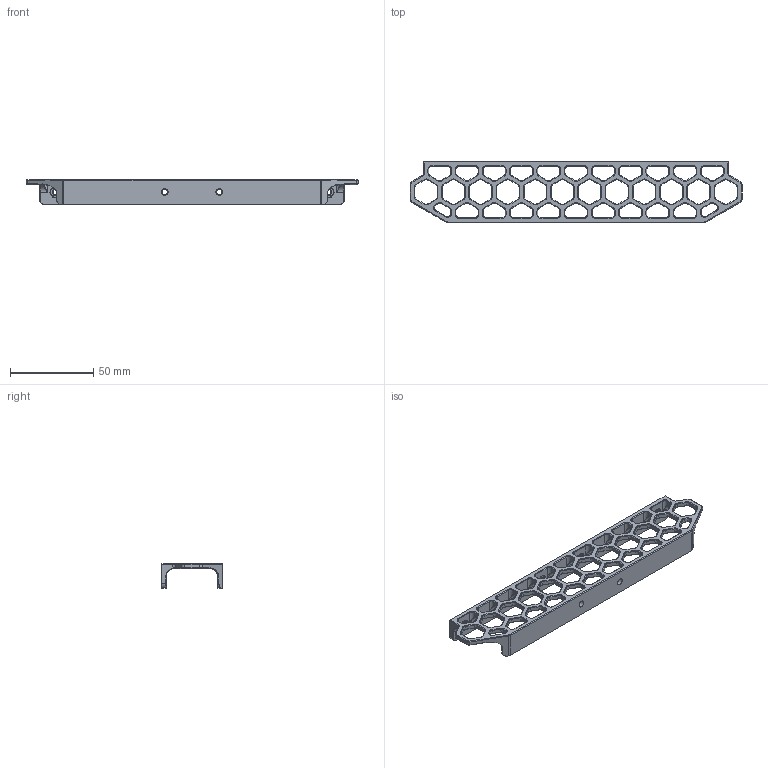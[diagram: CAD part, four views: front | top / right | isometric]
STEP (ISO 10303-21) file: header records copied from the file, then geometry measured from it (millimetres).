
FILE_DESCRIPTION(/* description */ (''),/* implementation_level */ '2;1');
FILE_NAME(/* name */ 'Voron01_1pc_Skirt_x3.step',/* time_stamp */ '2022-12-21T21:22:29-08:00',/* author */ (''),/* organization */ (''),/* preprocessor_version */ 'ST-DEVELOPER v19.2',/* originating_system */ 'Autodesk Translation Framework v11.17.0.187',/* authorisation */ '');
FILE_SCHEMA (('AUTOMOTIVE_DESIGN { 1 0 10303 214 3 1 1 }'));
Products named in the file (1): Skirt
Bounding box: 200 x 37 x 15 mm (x, y, z)
Volume: 21762.9 mm3; surface area: 19385.1 mm2
Topology: 1 solids, 1 shells, 1200 faces, 2886 edges, 1630 vertices
Faces by surface type: plane 496, cone 388, cylinder 224, bspline 92
Full cylindrical faces by diameter (mm): 3.4 x4, 4 x2, 6.2 x4
Entity records: 57215 total; most frequent: CARTESIAN_POINT 29774, ORIENTED_EDGE 5692, DIRECTION 5688, EDGE_CURVE 2846, AXIS2_PLACEMENT_3D 1917, LINE 1854, VECTOR 1854, VERTEX_POINT 1630
